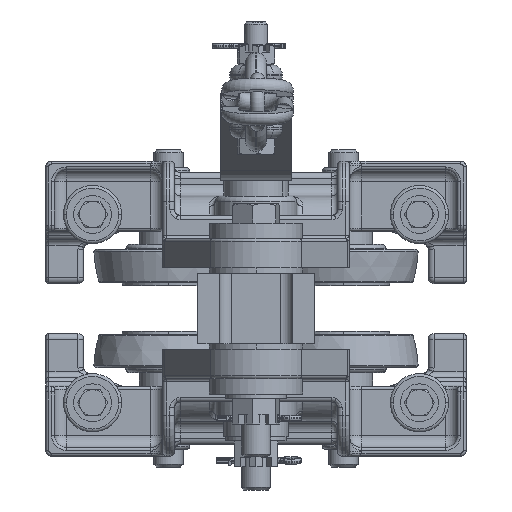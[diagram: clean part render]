
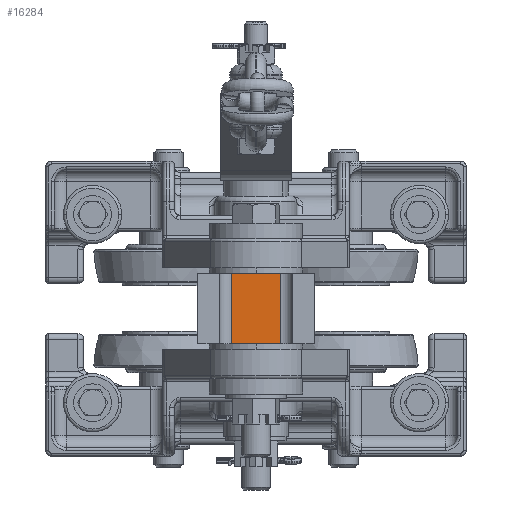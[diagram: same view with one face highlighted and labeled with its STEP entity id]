
A CAD part, front view. The second image highlights one B-rep face of the part: STEP entity #16284.
In plain terms, the highlighted planar face has unit normal (0, -1, 0).
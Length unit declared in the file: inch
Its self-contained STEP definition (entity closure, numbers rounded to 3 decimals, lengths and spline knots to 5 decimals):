
#15957=CARTESIAN_POINT('',(1.78125,2.5,0.0));
#15958=VERTEX_POINT('',#15957);
#15966=CARTESIAN_POINT('',(0.71875,2.5,0.0));
#15967=VERTEX_POINT('',#15966);
#15968=CARTESIAN_POINT('',(1.78125,2.5,0.0));
#15969=DIRECTION('',(-1.0,0.0,0.0));
#15970=VECTOR('',#15969,1.0625);
#15971=LINE('',#15968,#15970);
#15972=EDGE_CURVE('',#15958,#15967,#15971,.T.);
#16062=CARTESIAN_POINT('',(0.71875,2.5,1.5));
#16063=VERTEX_POINT('',#16062);
#16071=CARTESIAN_POINT('',(1.78125,2.5,1.5));
#16072=VERTEX_POINT('',#16071);
#16073=CARTESIAN_POINT('',(1.78125,2.5,1.5));
#16074=DIRECTION('',(-1.0,0.0,0.0));
#16075=VECTOR('',#16074,1.0625);
#16076=LINE('',#16073,#16075);
#16077=EDGE_CURVE('',#16072,#16063,#16076,.T.);
#16257=CARTESIAN_POINT('',(1.78125,2.5,0.0));
#16258=DIRECTION('',(0.0,0.0,1.0));
#16259=VECTOR('',#16258,1.5);
#16260=LINE('',#16257,#16259);
#16261=EDGE_CURVE('',#15958,#16072,#16260,.T.);
#16268=CARTESIAN_POINT('',(1.78125,2.5,0.0));
#16269=DIRECTION('',(0.0,-1.0,0.0));
#16270=DIRECTION('',(0.0,0.0,-1.0));
#16271=AXIS2_PLACEMENT_3D('',#16268,#16269,#16270);
#16272=PLANE('',#16271);
#16273=ORIENTED_EDGE('',*,*,#16077,.T.);
#16274=CARTESIAN_POINT('',(0.71875,2.5,0.0));
#16275=DIRECTION('',(0.0,0.0,1.0));
#16276=VECTOR('',#16275,1.5);
#16277=LINE('',#16274,#16276);
#16278=EDGE_CURVE('',#15967,#16063,#16277,.T.);
#16279=ORIENTED_EDGE('',*,*,#16278,.F.);
#16280=ORIENTED_EDGE('',*,*,#15972,.F.);
#16281=ORIENTED_EDGE('',*,*,#16261,.T.);
#16282=EDGE_LOOP('',(#16273,#16279,#16280,#16281));
#16283=FACE_OUTER_BOUND('',#16282,.T.);
#16284=ADVANCED_FACE('',(#16283),#16272,.T.);
